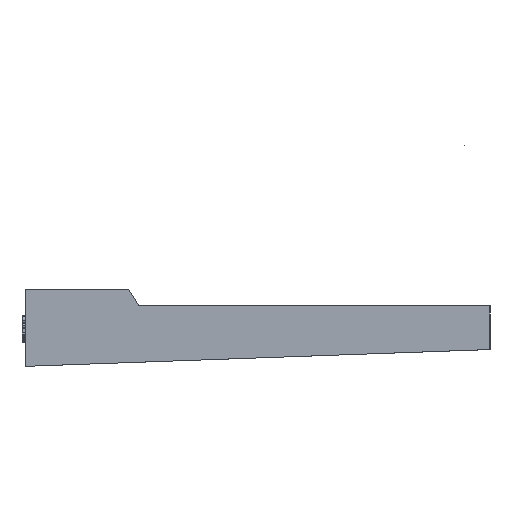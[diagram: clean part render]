
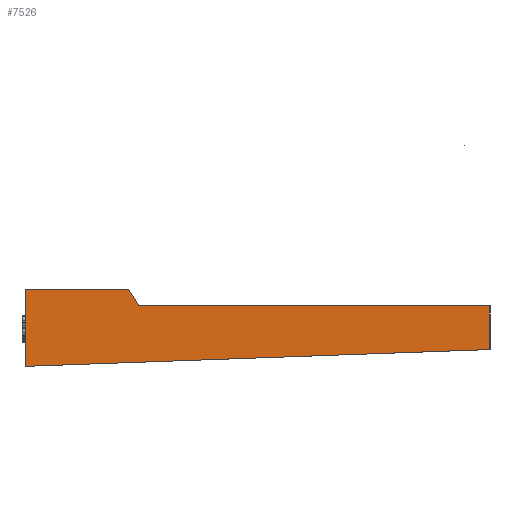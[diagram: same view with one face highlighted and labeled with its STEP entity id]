
A CAD part, left-side view. The second image highlights one B-rep face of the part: STEP entity #7526.
In plain terms, the highlighted planar face has unit normal (-1, 0, 0).
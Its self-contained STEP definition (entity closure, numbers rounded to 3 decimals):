
#201=PLANE('',#7733);
#603=FACE_OUTER_BOUND('',#1019,.T.);
#1019=EDGE_LOOP('',(#6769,#6770,#6771,#6772,#6773,#6774));
#1109=LINE('',#9490,#1723);
#1576=LINE('',#15072,#2190);
#1594=LINE('',#15108,#2208);
#1620=LINE('',#15162,#2234);
#1621=LINE('',#15164,#2235);
#1622=LINE('',#15165,#2236);
#1723=VECTOR('',#7845,10.);
#2190=VECTOR('',#8590,10.);
#2208=VECTOR('',#8622,10.);
#2234=VECTOR('',#8662,10.);
#2235=VECTOR('',#8663,10.);
#2236=VECTOR('',#8664,10.);
#2844=VERTEX_POINT('',#9488);
#2845=VERTEX_POINT('',#9489);
#3459=VERTEX_POINT('',#15071);
#3469=VERTEX_POINT('',#15104);
#3470=VERTEX_POINT('',#15106);
#3492=VERTEX_POINT('',#15163);
#3631=EDGE_CURVE('',#2844,#2845,#1109,.T.);
#4558=EDGE_CURVE('',#2845,#3459,#1576,.T.);
#4576=EDGE_CURVE('',#3470,#3469,#1594,.T.);
#4602=EDGE_CURVE('',#2844,#3469,#1620,.T.);
#4603=EDGE_CURVE('',#3470,#3492,#1621,.T.);
#4604=EDGE_CURVE('',#3459,#3492,#1622,.T.);
#6769=ORIENTED_EDGE('',*,*,#3631,.F.);
#6770=ORIENTED_EDGE('',*,*,#4602,.T.);
#6771=ORIENTED_EDGE('',*,*,#4576,.F.);
#6772=ORIENTED_EDGE('',*,*,#4603,.T.);
#6773=ORIENTED_EDGE('',*,*,#4604,.F.);
#6774=ORIENTED_EDGE('',*,*,#4558,.F.);
#7526=ADVANCED_FACE('',(#603),#201,.T.);
#7733=AXIS2_PLACEMENT_3D('',#15161,#8660,#8661);
#7845=DIRECTION('',(0.,0.,1.));
#8590=DIRECTION('',(0.,-1.,0.));
#8622=DIRECTION('',(0.,0.,-1.));
#8660=DIRECTION('center_axis',(-1.,0.,0.));
#8661=DIRECTION('ref_axis',(0.,1.,0.));
#8662=DIRECTION('',(0.,-0.999,0.036));
#8663=DIRECTION('',(0.,1.,0.));
#8664=DIRECTION('',(0.,-0.514,-0.857));
#9488=CARTESIAN_POINT('',(19.6,-19.93,-11.5));
#9489=CARTESIAN_POINT('',(19.6,-19.93,11.51));
#9490=CARTESIAN_POINT('',(19.6,-19.93,6.51));
#15071=CARTESIAN_POINT('',(19.6,-50.723,11.51));
#15072=CARTESIAN_POINT('',(19.6,-28.378,11.51));
#15104=CARTESIAN_POINT('',(19.6,-158.36,-6.5));
#15106=CARTESIAN_POINT('',(19.6,-158.36,6.51));
#15108=CARTESIAN_POINT('',(19.6,-158.36,6.51));
#15161=CARTESIAN_POINT('Origin',(19.6,-158.36,6.51));
#15162=CARTESIAN_POINT('',(19.6,-158.595,-6.491));
#15163=CARTESIAN_POINT('',(19.6,-53.723,6.51));
#15164=CARTESIAN_POINT('',(19.6,-158.36,6.51));
#15165=CARTESIAN_POINT('',(19.6,-49.251,13.965));
